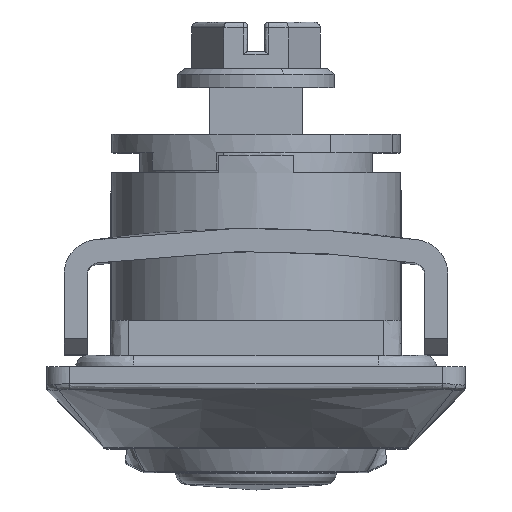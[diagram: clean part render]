
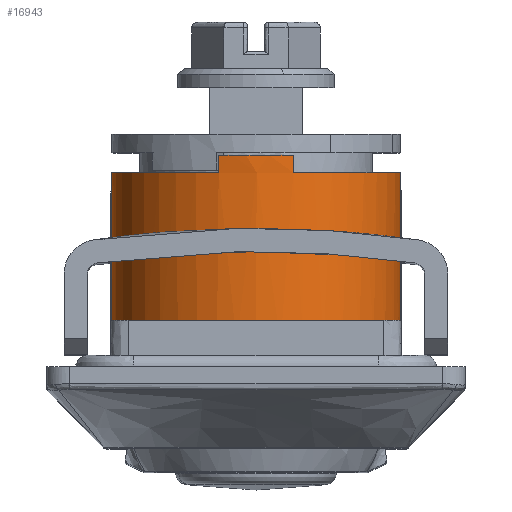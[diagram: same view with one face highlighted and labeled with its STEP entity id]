
A CAD part, top view. The second image highlights one B-rep face of the part: STEP entity #16943.
In plain terms, the highlighted free-form (B-spline) face has degree [2, 1] with [5, 2] control points.
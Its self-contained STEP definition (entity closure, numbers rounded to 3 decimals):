
#16722=CARTESIAN_POINT('',(-12.377,16.7,0.757));
#16723=VERTEX_POINT('',#16722);
#16770=CARTESIAN_POINT('',(12.377,16.7,-0.757));
#16771=VERTEX_POINT('',#16770);
#16785=CARTESIAN_POINT('',(12.377,2.,-0.757));
#16786=VERTEX_POINT('',#16785);
#16787=CARTESIAN_POINT('',(12.377,16.7,-0.757));
#16788=CARTESIAN_POINT('',(12.377,2.,-0.757));
#16789=QUASI_UNIFORM_CURVE('',1,(#16787,#16788),.UNSPECIFIED.,.F.,.U.);
#16790=EDGE_CURVE('',#16771,#16786,#16789,.T.);
#16807=CARTESIAN_POINT('',(-12.377,2.,0.757));
#16808=VERTEX_POINT('',#16807);
#16824=CARTESIAN_POINT('',(-12.377,16.7,0.757));
#16825=CARTESIAN_POINT('',(-12.377,2.,0.757));
#16826=QUASI_UNIFORM_CURVE('',1,(#16824,#16825),.UNSPECIFIED.,.F.,.U.);
#16827=EDGE_CURVE('',#16723,#16808,#16826,.T.);
#16832=CARTESIAN_POINT('',(12.377,18.605,-0.757));
#16833=CARTESIAN_POINT('',(13.134,18.605,11.62));
#16834=CARTESIAN_POINT('',(0.757,18.605,12.377));
#16835=CARTESIAN_POINT('',(-11.62,18.605,13.134));
#16836=CARTESIAN_POINT('',(-12.377,18.605,0.757));
#16837=CARTESIAN_POINT('',(12.377,1.585,-0.757));
#16838=CARTESIAN_POINT('',(13.134,1.585,11.62));
#16839=CARTESIAN_POINT('',(0.757,1.585,12.377));
#16840=CARTESIAN_POINT('',(-11.62,1.585,13.134));
#16841=CARTESIAN_POINT('',(-12.377,1.585,0.757));
#16849=(BOUNDED_SURFACE()B_SPLINE_SURFACE(2,1,((#16832,#16837),(#16833,#16838),(#16834,#16839),(#16835,#16840),(#16836,#16841)),.UNSPECIFIED.,.F.,.F.,.U.)B_SPLINE_SURFACE_WITH_KNOTS((3,2,3),(2,2),(0.0,20.545,41.09),(0.0,17.02),.UNSPECIFIED.)GEOMETRIC_REPRESENTATION_ITEM()RATIONAL_B_SPLINE_SURFACE(((1.0,1.0),(0.707,0.707),(1.0,1.0),(0.707,0.707),(1.0,1.0)))REPRESENTATION_ITEM('')SURFACE());
#16850=CARTESIAN_POINT('',(-3.209,16.7,11.977));
#16851=VERTEX_POINT('',#16850);
#16852=CARTESIAN_POINT('',(-3.209,16.7,11.977));
#16853=CARTESIAN_POINT('',(-11.832,16.7,9.667));
#16854=CARTESIAN_POINT('',(-12.377,16.7,0.757));
#16862=(BOUNDED_CURVE()B_SPLINE_CURVE(2,(#16852,#16853,#16854),.UNSPECIFIED.,.F.,.U.)B_SPLINE_CURVE_WITH_KNOTS((3,3),(0.0,0.475),.UNSPECIFIED.)CURVE()GEOMETRIC_REPRESENTATION_ITEM()RATIONAL_B_SPLINE_CURVE((1.0,0.804,0.98))REPRESENTATION_ITEM(''));
#16863=EDGE_CURVE('',#16851,#16723,#16862,.T.);
#16864=ORIENTED_EDGE('',*,*,#16863,.T.);
#16865=ORIENTED_EDGE('',*,*,#16827,.T.);
#16866=CARTESIAN_POINT('',(0.0,2.,12.4));
#16867=VERTEX_POINT('',#16866);
#16868=CARTESIAN_POINT('',(-12.377,2.,0.757));
#16869=CARTESIAN_POINT('',(-11.665,2.,12.4));
#16870=CARTESIAN_POINT('',(0.0,2.,12.4));
#16878=(BOUNDED_CURVE()B_SPLINE_CURVE(2,(#16868,#16869,#16870),.UNSPECIFIED.,.F.,.U.)B_SPLINE_CURVE_WITH_KNOTS((3,3),(0.261,0.5),.UNSPECIFIED.)CURVE()GEOMETRIC_REPRESENTATION_ITEM()RATIONAL_B_SPLINE_CURVE((0.976,0.72,1.0))REPRESENTATION_ITEM(''));
#16879=EDGE_CURVE('',#16808,#16867,#16878,.T.);
#16880=ORIENTED_EDGE('',*,*,#16879,.T.);
#16881=CARTESIAN_POINT('',(0.0,2.,12.4));
#16882=CARTESIAN_POINT('',(12.4,2.,12.4));
#16883=CARTESIAN_POINT('',(12.4,2.,0.0));
#16884=CARTESIAN_POINT('',(12.4,2.,-0.379));
#16885=CARTESIAN_POINT('',(12.377,2.,-0.757));
#16893=(BOUNDED_CURVE()B_SPLINE_CURVE(2,(#16881,#16882,#16883,#16884,#16885),.UNSPECIFIED.,.F.,.U.)B_SPLINE_CURVE_WITH_KNOTS((3,2,3),(0.5,0.75,0.761),.UNSPECIFIED.)CURVE()GEOMETRIC_REPRESENTATION_ITEM()RATIONAL_B_SPLINE_CURVE((1.0,0.707,1.0,0.988,0.976))REPRESENTATION_ITEM(''));
#16894=EDGE_CURVE('',#16867,#16786,#16893,.T.);
#16895=ORIENTED_EDGE('',*,*,#16894,.T.);
#16896=ORIENTED_EDGE('',*,*,#16790,.F.);
#16897=CARTESIAN_POINT('',(3.209,16.7,11.977));
#16898=VERTEX_POINT('',#16897);
#16899=CARTESIAN_POINT('',(12.377,16.7,-0.757));
#16900=CARTESIAN_POINT('',(12.4,16.7,-0.379));
#16901=CARTESIAN_POINT('',(12.4,16.7,0.));
#16902=CARTESIAN_POINT('',(12.4,16.7,9.515));
#16903=CARTESIAN_POINT('',(3.209,16.7,11.977));
#16911=(BOUNDED_CURVE()B_SPLINE_CURVE(2,(#16899,#16900,#16901,#16902,#16903),.UNSPECIFIED.,.F.,.U.)B_SPLINE_CURVE_WITH_KNOTS((3,2,3),(0.475,0.5,1.0),.UNSPECIFIED.)CURVE()GEOMETRIC_REPRESENTATION_ITEM()RATIONAL_B_SPLINE_CURVE((0.98,0.99,1.0,0.793,1.0))REPRESENTATION_ITEM(''));
#16912=EDGE_CURVE('',#16771,#16898,#16911,.T.);
#16913=ORIENTED_EDGE('',*,*,#16912,.T.);
#16914=CARTESIAN_POINT('',(3.209,18.2,11.977));
#16915=VERTEX_POINT('',#16914);
#16916=CARTESIAN_POINT('',(3.209,16.7,11.977));
#16917=CARTESIAN_POINT('',(3.209,18.2,11.977));
#16918=QUASI_UNIFORM_CURVE('',1,(#16916,#16917),.UNSPECIFIED.,.F.,.U.);
#16919=EDGE_CURVE('',#16898,#16915,#16918,.T.);
#16920=ORIENTED_EDGE('',*,*,#16919,.T.);
#16921=CARTESIAN_POINT('',(-3.209,18.2,11.977));
#16922=VERTEX_POINT('',#16921);
#16923=CARTESIAN_POINT('',(3.209,18.2,11.977));
#16924=CARTESIAN_POINT('',(0.,18.2,12.837));
#16925=CARTESIAN_POINT('',(-3.209,18.2,11.977));
#16933=(BOUNDED_CURVE()B_SPLINE_CURVE(2,(#16923,#16924,#16925),.UNSPECIFIED.,.F.,.U.)CURVE()GEOMETRIC_REPRESENTATION_ITEM()QUASI_UNIFORM_CURVE()RATIONAL_B_SPLINE_CURVE((1.0,0.966,1.0))REPRESENTATION_ITEM(''));
#16934=EDGE_CURVE('',#16915,#16922,#16933,.T.);
#16935=ORIENTED_EDGE('',*,*,#16934,.T.);
#16936=CARTESIAN_POINT('',(-3.209,16.7,11.977));
#16937=CARTESIAN_POINT('',(-3.209,18.2,11.977));
#16938=QUASI_UNIFORM_CURVE('',1,(#16936,#16937),.UNSPECIFIED.,.F.,.U.);
#16939=EDGE_CURVE('',#16851,#16922,#16938,.T.);
#16940=ORIENTED_EDGE('',*,*,#16939,.F.);
#16941=EDGE_LOOP('',(#16864,#16865,#16880,#16895,#16896,#16913,#16920,#16935,#16940));
#16942=FACE_OUTER_BOUND('',#16941,.T.);
#16943=ADVANCED_FACE('',(#16942),#16849,.T.);
